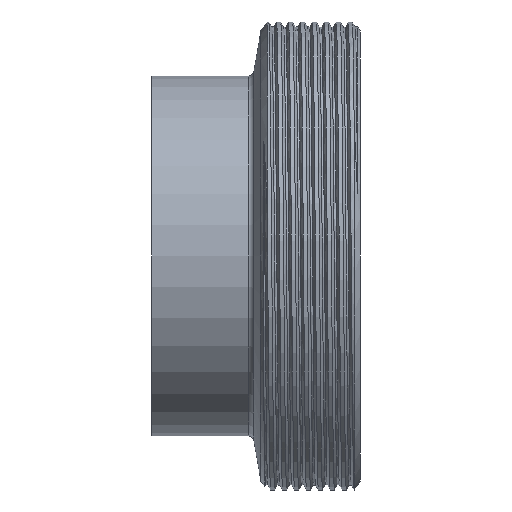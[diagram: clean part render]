
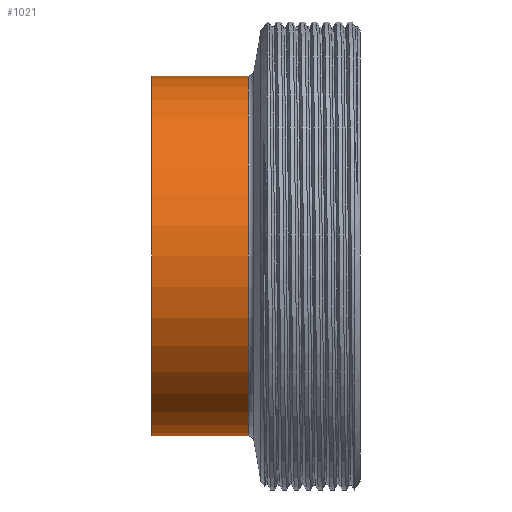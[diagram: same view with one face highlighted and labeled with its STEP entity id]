
A CAD part, front view. The second image highlights one B-rep face of the part: STEP entity #1021.
In plain terms, the highlighted cylindrical face has radius 30.15 mm (diameter 60.3 mm), a partial arc.
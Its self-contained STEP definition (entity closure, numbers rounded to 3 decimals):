
#50 = CARTESIAN_POINT ( 'NONE',  ( -14.274, -25.398, -30.15 ) ) ;
#56 = EDGE_CURVE ( 'NONE', #2715, #1208, #2633, .T. ) ;
#86 = LINE ( 'NONE', #320, #976 ) ;
#194 = EDGE_CURVE ( 'NONE', #425, #1413, #890, .T. ) ;
#229 = ORIENTED_EDGE ( 'NONE', *, *, #2427, .F. ) ;
#320 = CARTESIAN_POINT ( 'NONE',  ( -16.647, -25.398, 30.15 ) ) ;
#331 = CARTESIAN_POINT ( 'NONE',  ( 1.887, -25.398, -30.15 ) ) ;
#425 = VERTEX_POINT ( 'NONE', #331 ) ;
#544 = DIRECTION ( 'NONE',  ( -1., 0., 0. ) ) ;
#551 = EDGE_LOOP ( 'NONE', ( #229, #2223, #996, #2323 ) ) ;
#561 = CARTESIAN_POINT ( 'NONE',  ( -14.274, -25.398, 0. ) ) ;
#794 = CARTESIAN_POINT ( 'NONE',  ( -14.274, -25.398, 30.15 ) ) ;
#890 = CIRCLE ( 'NONE', #2576, 30.15 ) ;
#913 = AXIS2_PLACEMENT_3D ( 'NONE', #1570, #1627, #3175 ) ;
#965 = DIRECTION ( 'NONE',  ( -1., 0., 0. ) ) ;
#976 = VECTOR ( 'NONE', #2164, 1000. ) ;
#996 = ORIENTED_EDGE ( 'NONE', *, *, #1744, .T. ) ;
#1021 = ADVANCED_FACE ( 'NONE', ( #3269 ), #2652, .T. ) ;
#1054 = CARTESIAN_POINT ( 'NONE',  ( 1.887, -25.398, 30.15 ) ) ;
#1097 = DIRECTION ( 'NONE',  ( 0., 0., 1. ) ) ;
#1208 = VERTEX_POINT ( 'NONE', #794 ) ;
#1413 = VERTEX_POINT ( 'NONE', #1054 ) ;
#1570 = CARTESIAN_POINT ( 'NONE',  ( -16.647, -25.398, 0. ) ) ;
#1627 = DIRECTION ( 'NONE',  ( -1., 0., 0. ) ) ;
#1702 = LINE ( 'NONE', #2518, #2336 ) ;
#1744 = EDGE_CURVE ( 'NONE', #1413, #1208, #86, .T. ) ;
#1822 = AXIS2_PLACEMENT_3D ( 'NONE', #561, #544, #1097 ) ;
#2164 = DIRECTION ( 'NONE',  ( -1., 0., 0. ) ) ;
#2223 = ORIENTED_EDGE ( 'NONE', *, *, #194, .T. ) ;
#2323 = ORIENTED_EDGE ( 'NONE', *, *, #56, .F. ) ;
#2336 = VECTOR ( 'NONE', #965, 1000. ) ;
#2427 = EDGE_CURVE ( 'NONE', #425, #2715, #1702, .T. ) ;
#2518 = CARTESIAN_POINT ( 'NONE',  ( -16.647, -25.398, -30.15 ) ) ;
#2576 = AXIS2_PLACEMENT_3D ( 'NONE', #3294, #2770, #2786 ) ;
#2633 = CIRCLE ( 'NONE', #1822, 30.15 ) ;
#2652 = CYLINDRICAL_SURFACE ( 'NONE', #913, 30.15 ) ;
#2715 = VERTEX_POINT ( 'NONE', #50 ) ;
#2770 = DIRECTION ( 'NONE',  ( -1., 0., 0. ) ) ;
#2786 = DIRECTION ( 'NONE',  ( 0., 0., 1. ) ) ;
#3175 = DIRECTION ( 'NONE',  ( 0., 0., 1. ) ) ;
#3269 = FACE_OUTER_BOUND ( 'NONE', #551, .T. ) ;
#3294 = CARTESIAN_POINT ( 'NONE',  ( 1.887, -25.398, 0. ) ) ;
